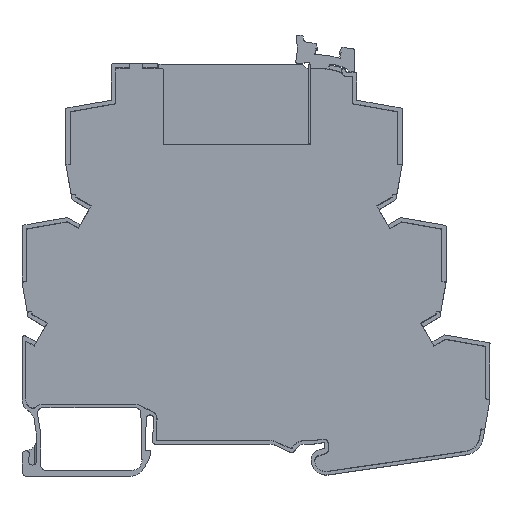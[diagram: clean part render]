
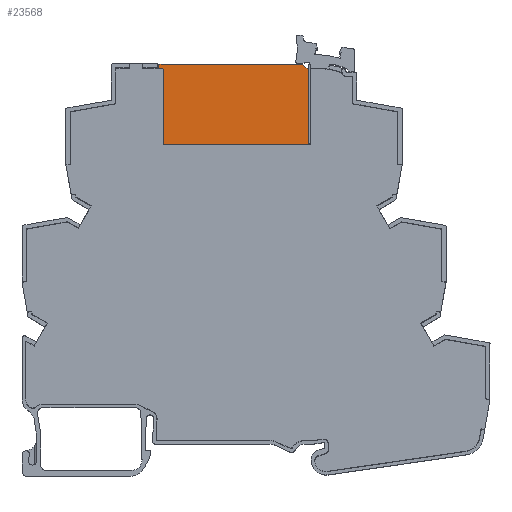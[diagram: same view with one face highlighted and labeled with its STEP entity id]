
A CAD part, top view. The second image highlights one B-rep face of the part: STEP entity #23568.
In plain terms, the highlighted planar face has unit normal (0, 0, 1).
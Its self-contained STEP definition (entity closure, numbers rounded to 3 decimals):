
#632 = LINE ( 'NONE', #34963, #31079 ) ;
#1129 = ORIENTED_EDGE ( 'NONE', *, *, #30448, .F. ) ;
#1148 = VERTEX_POINT ( 'NONE', #4077 ) ;
#1307 = PLANE ( 'NONE',  #21445 ) ;
#1914 = CIRCLE ( 'NONE', #27918, 1.25 ) ;
#2003 = CARTESIAN_POINT ( 'NONE',  ( -86.462, 45.233, 35.599 ) ) ;
#2126 = DIRECTION ( 'NONE',  ( 0., 0., 1. ) ) ;
#2842 = CARTESIAN_POINT ( 'NONE',  ( -100.9, 60.192, 35.599 ) ) ;
#3605 = ORIENTED_EDGE ( 'NONE', *, *, #15658, .F. ) ;
#4077 = CARTESIAN_POINT ( 'NONE',  ( -73.859, 61.488, 35.599 ) ) ;
#4231 = DIRECTION ( 'NONE',  ( -1., 0., 0. ) ) ;
#5324 = DIRECTION ( 'NONE',  ( 0., 1., 0. ) ) ;
#6541 = ORIENTED_EDGE ( 'NONE', *, *, #9209, .T. ) ;
#6635 = CARTESIAN_POINT ( 'NONE',  ( -101.404, 60.192, 35.599 ) ) ;
#6880 = ORIENTED_EDGE ( 'NONE', *, *, #14087, .F. ) ;
#7073 = CARTESIAN_POINT ( 'NONE',  ( -73.313, 46.994, 35.599 ) ) ;
#7684 = CARTESIAN_POINT ( 'NONE',  ( -100.9, 45.788, 35.599 ) ) ;
#8568 = LINE ( 'NONE', #11391, #20538 ) ;
#8733 = ORIENTED_EDGE ( 'NONE', *, *, #32122, .T. ) ;
#9209 = EDGE_CURVE ( 'NONE', #10111, #14749, #15434, .T. ) ;
#10111 = VERTEX_POINT ( 'NONE', #36162 ) ;
#10950 = ORIENTED_EDGE ( 'NONE', *, *, #31135, .T. ) ;
#11391 = CARTESIAN_POINT ( 'NONE',  ( -72.859, 45.788, 35.599 ) ) ;
#12403 = ORIENTED_EDGE ( 'NONE', *, *, #22276, .T. ) ;
#13399 = ORIENTED_EDGE ( 'NONE', *, *, #38074, .T. ) ;
#13683 = VECTOR ( 'NONE', #34573, 1000. ) ;
#13783 = AXIS2_PLACEMENT_3D ( 'NONE', #2003, #2126, #34543 ) ;
#13912 = LINE ( 'NONE', #34627, #23621 ) ;
#14087 = EDGE_CURVE ( 'NONE', #15327, #36197, #16237, .T. ) ;
#14548 = CARTESIAN_POINT ( 'NONE',  ( -101.859, 45.788, 35.599 ) ) ;
#14749 = VERTEX_POINT ( 'NONE', #29766 ) ;
#15207 = CARTESIAN_POINT ( 'NONE',  ( -100.9, 45.755, 35.599 ) ) ;
#15327 = VERTEX_POINT ( 'NONE', #7684 ) ;
#15434 = LINE ( 'NONE', #30110, #25592 ) ;
#15658 = EDGE_CURVE ( 'NONE', #36197, #28782, #19285, .T. ) ;
#15827 = CARTESIAN_POINT ( 'NONE',  ( -72.859, 60.488, 35.599 ) ) ;
#16237 = LINE ( 'NONE', #15207, #31049 ) ;
#16461 = LINE ( 'NONE', #34834, #13683 ) ;
#17680 = CARTESIAN_POINT ( 'NONE',  ( -72.859, 45.829, 35.599 ) ) ;
#18343 = CARTESIAN_POINT ( 'NONE',  ( -101.859, 45.788, 35.599 ) ) ;
#18630 = ORIENTED_EDGE ( 'NONE', *, *, #30640, .T. ) ;
#18633 = CARTESIAN_POINT ( 'NONE',  ( -72.859, 61.488, 35.599 ) ) ;
#19033 = VECTOR ( 'NONE', #32816, 1000. ) ;
#19285 = CIRCLE ( 'NONE', #25818, 0.503 ) ;
#20538 = VECTOR ( 'NONE', #28545, 1000. ) ;
#21445 = AXIS2_PLACEMENT_3D ( 'NONE', #18633, #33481, #4231 ) ;
#22276 = EDGE_CURVE ( 'NONE', #1148, #33410, #16461, .T. ) ;
#23568 = ADVANCED_FACE ( 'NONE', ( #36575 ), #1307, .F. ) ;
#23621 = VECTOR ( 'NONE', #37570, 1000. ) ;
#24091 = DIRECTION ( 'NONE',  ( 0., -1., 0. ) ) ;
#24477 = DIRECTION ( 'NONE',  ( -1., 0., 0. ) ) ;
#25592 = VECTOR ( 'NONE', #33065, 1000. ) ;
#25648 = VERTEX_POINT ( 'NONE', #15827 ) ;
#25818 = AXIS2_PLACEMENT_3D ( 'NONE', #6635, #32784, #27234 ) ;
#27234 = DIRECTION ( 'NONE',  ( -1., 0., 0. ) ) ;
#27918 = AXIS2_PLACEMENT_3D ( 'NONE', #7073, #30950, #24477 ) ;
#28261 = CIRCLE ( 'NONE', #13783, 0.661 ) ;
#28307 = EDGE_LOOP ( 'NONE', ( #6541, #8733, #13399, #10950, #12403, #28622, #28838, #3605, #6880, #18630, #1129 ) ) ;
#28508 = CARTESIAN_POINT ( 'NONE',  ( -101.404, 60.695, 35.599 ) ) ;
#28545 = DIRECTION ( 'NONE',  ( 0., 1., 0. ) ) ;
#28622 = ORIENTED_EDGE ( 'NONE', *, *, #35657, .T. ) ;
#28782 = VERTEX_POINT ( 'NONE', #28508 ) ;
#28838 = ORIENTED_EDGE ( 'NONE', *, *, #36114, .F. ) ;
#29766 = CARTESIAN_POINT ( 'NONE',  ( -72.985, 45.788, 35.599 ) ) ;
#30064 = VERTEX_POINT ( 'NONE', #17680 ) ;
#30110 = CARTESIAN_POINT ( 'NONE',  ( -101.859, 45.788, 35.599 ) ) ;
#30448 = EDGE_CURVE ( 'NONE', #10111, #38042, #28261, .T. ) ;
#30640 = EDGE_CURVE ( 'NONE', #15327, #38042, #35631, .T. ) ;
#30656 = VERTEX_POINT ( 'NONE', #35888 ) ;
#30854 = CARTESIAN_POINT ( 'NONE',  ( -101.859, 61.488, 35.599 ) ) ;
#30950 = DIRECTION ( 'NONE',  ( 0., 0., 1. ) ) ;
#31049 = VECTOR ( 'NONE', #5324, 1000. ) ;
#31079 = VECTOR ( 'NONE', #37895, 1000. ) ;
#31135 = EDGE_CURVE ( 'NONE', #25648, #1148, #632, .T. ) ;
#32122 = EDGE_CURVE ( 'NONE', #14749, #30064, #1914, .T. ) ;
#32784 = DIRECTION ( 'NONE',  ( 0., 0., 1. ) ) ;
#32816 = DIRECTION ( 'NONE',  ( 1., 0., 0. ) ) ;
#32915 = LINE ( 'NONE', #14548, #34750 ) ;
#33065 = DIRECTION ( 'NONE',  ( 1., 0., 0. ) ) ;
#33410 = VERTEX_POINT ( 'NONE', #30854 ) ;
#33481 = DIRECTION ( 'NONE',  ( 0., 0., -1. ) ) ;
#34543 = DIRECTION ( 'NONE',  ( -1., 0., 0. ) ) ;
#34573 = DIRECTION ( 'NONE',  ( -1., 0., 0. ) ) ;
#34627 = CARTESIAN_POINT ( 'NONE',  ( -107.591, 60.695, 35.599 ) ) ;
#34697 = CARTESIAN_POINT ( 'NONE',  ( -86.821, 45.788, 35.599 ) ) ;
#34750 = VECTOR ( 'NONE', #24091, 1000. ) ;
#34834 = CARTESIAN_POINT ( 'NONE',  ( -101.859, 61.488, 35.599 ) ) ;
#34963 = CARTESIAN_POINT ( 'NONE',  ( -73.859, 61.488, 35.599 ) ) ;
#35631 = LINE ( 'NONE', #18343, #19033 ) ;
#35657 = EDGE_CURVE ( 'NONE', #33410, #30656, #32915, .T. ) ;
#35888 = CARTESIAN_POINT ( 'NONE',  ( -101.859, 60.695, 35.599 ) ) ;
#36114 = EDGE_CURVE ( 'NONE', #28782, #30656, #13912, .T. ) ;
#36162 = CARTESIAN_POINT ( 'NONE',  ( -86.103, 45.788, 35.599 ) ) ;
#36197 = VERTEX_POINT ( 'NONE', #2842 ) ;
#36575 = FACE_OUTER_BOUND ( 'NONE', #28307, .T. ) ;
#37570 = DIRECTION ( 'NONE',  ( -1., 0., 0. ) ) ;
#37895 = DIRECTION ( 'NONE',  ( -0.707, 0.707, 0. ) ) ;
#38042 = VERTEX_POINT ( 'NONE', #34697 ) ;
#38074 = EDGE_CURVE ( 'NONE', #30064, #25648, #8568, .T. ) ;
